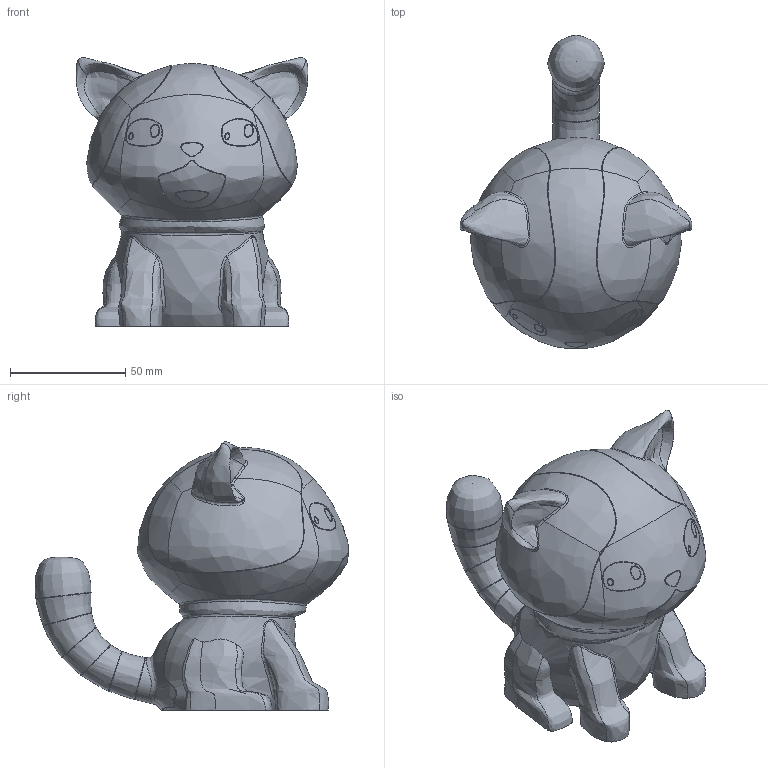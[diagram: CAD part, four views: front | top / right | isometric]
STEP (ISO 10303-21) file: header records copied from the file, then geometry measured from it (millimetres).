
FILE_DESCRIPTION(/* description */ (''),/* implementation_level */ '2;1');
FILE_NAME(/* name */ 'Marsey_v10.step',/* time_stamp */ '2022-01-11T19:44:48-08:00',/* author */ (''),/* organization */ (''),/* preprocessor_version */ 'ST-DEVELOPER v18.1',/* originating_system */ 'Autodesk Translation Framework v10.10.0.1391',/* authorisation */ '');
FILE_SCHEMA (('AUTOMOTIVE_DESIGN { 1 0 10303 214 3 1 1 }'));
Products named in the file (1): (Unsaved)
Bounding box: 100.64 x 136.1 x 116.49 mm (x, y, z)
Volume: 496385.8 mm3; surface area: 44384.4 mm2
Topology: 1 solids, 1 shells, 417 faces, 1184 edges, 788 vertices
Faces by surface type: bspline 339, plane 72, cylinder 6
Entity records: 53273 total; most frequent: CARTESIAN_POINT 44937, ORIENTED_EDGE 2362, EDGE_CURVE 1181, B_SPLINE_CURVE_WITH_KNOTS 814, VERTEX_POINT 788, DIRECTION 629, EDGE_LOOP 439, FACE_OUTER_BOUND 417
